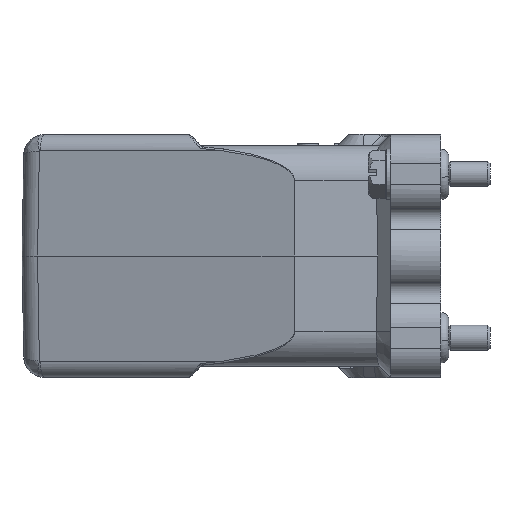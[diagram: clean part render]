
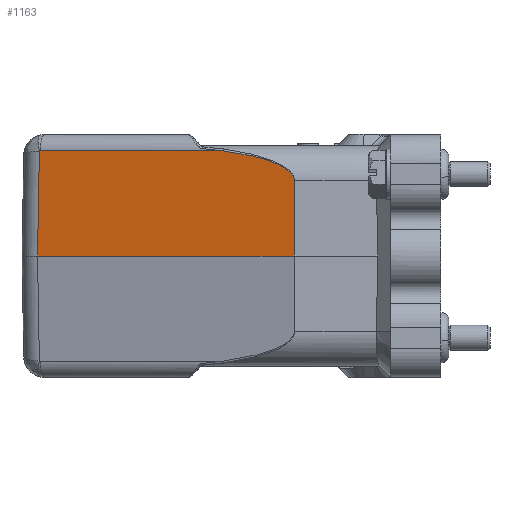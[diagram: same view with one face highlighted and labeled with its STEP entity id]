
A CAD part, left-side view. The second image highlights one B-rep face of the part: STEP entity #1163.
In plain terms, the highlighted planar face has unit normal (-0.966, 0.259, 0.018).
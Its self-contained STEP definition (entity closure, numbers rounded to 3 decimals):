
#1163=ADVANCED_FACE('NONE',(#1995),#1551,.T.);
#1551=PLANE('',#10881);
#1995=FACE_OUTER_BOUND('',#2615,.T.);
#2615=EDGE_LOOP('',(#5907,#5908,#5909,#5910,#5911,#5912));
#3237=LINE('',#18440,#3810);
#3252=LINE('',#19348,#3825);
#3253=LINE('',#19349,#3826);
#3254=LINE('',#19351,#3827);
#3810=VECTOR('',#12392,1.);
#3825=VECTOR('',#12455,1.);
#3826=VECTOR('',#12456,1.);
#3827=VECTOR('',#12457,1.);
#5907=ORIENTED_EDGE('',*,*,#9166,.T.);
#5908=ORIENTED_EDGE('',*,*,#9167,.T.);
#5909=ORIENTED_EDGE('',*,*,#9087,.F.);
#5910=ORIENTED_EDGE('',*,*,#9085,.T.);
#5911=ORIENTED_EDGE('',*,*,#9168,.F.);
#5912=ORIENTED_EDGE('',*,*,#9169,.T.);
#7731=VERTEX_POINT('',#17807);
#7764=VERTEX_POINT('',#18439);
#7765=VERTEX_POINT('',#18448);
#7811=VERTEX_POINT('',#19346);
#7812=VERTEX_POINT('',#19347);
#7813=VERTEX_POINT('',#19350);
#9085=EDGE_CURVE('NONE',#7731,#7764,#3237,.T.);
#9087=EDGE_CURVE('NONE',#7731,#7765,#10133,.T.);
#9166=EDGE_CURVE('NONE',#7811,#7812,#10196,.T.);
#9167=EDGE_CURVE('NONE',#7812,#7765,#3252,.T.);
#9168=EDGE_CURVE('NONE',#7813,#7764,#3253,.T.);
#9169=EDGE_CURVE('NONE',#7813,#7811,#3254,.T.);
#10133=B_SPLINE_CURVE_WITH_KNOTS('',3,(#18449,#18450,#18451,#18452),
 .UNSPECIFIED.,.F.,.F.,(4,4),(0.,1.),.UNSPECIFIED.);
#10196=B_SPLINE_CURVE_WITH_KNOTS('',3,(#19292,#19293,#19294,#19295,#19296,
#19297,#19298,#19299,#19300,#19301,#19302,#19303,#19304,#19305,#19306,#19307,
#19308,#19309,#19310,#19311,#19312,#19313,#19314,#19315,#19316,#19317,#19318,
#19319,#19320,#19321,#19322,#19323,#19324,#19325,#19326,#19327,#19328,#19329,
#19330,#19331,#19332,#19333,#19334,#19335,#19336,#19337,#19338,#19339,#19340,
#19341,#19342,#19343,#19344,#19345),.UNSPECIFIED.,.F.,.F.,(4,2,2,1,2,2,
1,1,1,1,2,2,1,1,1,1,1,1,1,1,2,2,1,1,1,1,1,1,1,2,2,1,1,1,1,1,1,2,2,4),(0.,
0.031,0.047,0.062,0.07,
0.074,0.078,0.094,0.125,
0.141,0.143,0.145,0.148,
0.156,0.187,0.219,0.234,0.242,
0.246,0.248,0.249,0.25,
0.375,0.437,0.469,0.484,
0.492,0.496,0.498,0.499,
0.5,0.625,0.687,0.719,
0.734,0.742,0.746,0.748,0.75,
1.),.UNSPECIFIED.);
#10881=AXIS2_PLACEMENT_3D('',#19352,#12458,#12459);
#12392=DIRECTION('',(-0.013,0.017,-1.));
#12455=DIRECTION('',(0.259,0.966,0.));
#12456=DIRECTION('',(0.259,0.966,0.));
#12457=DIRECTION('',(0.017,-0.002,1.));
#12458=DIRECTION('',(-0.966,0.259,0.017));
#12459=DIRECTION('',(-0.259,-0.966,0.));
#17807=CARTESIAN_POINT('',(-34.741,95.857,25.04));
#18439=CARTESIAN_POINT('',(-35.076,96.295,0.));
#18440=CARTESIAN_POINT('',(-34.741,95.857,25.04));
#18448=CARTESIAN_POINT('',(-34.805,95.615,25.07));
#18449=CARTESIAN_POINT('',(-34.741,95.857,25.04));
#18450=CARTESIAN_POINT('',(-34.762,95.778,25.06));
#18451=CARTESIAN_POINT('',(-34.783,95.697,25.07));
#18452=CARTESIAN_POINT('',(-34.805,95.615,25.07));
#19292=CARTESIAN_POINT('',(-51.17,35.022,17.948));
#19293=CARTESIAN_POINT('',(-51.164,35.027,18.165));
#19294=CARTESIAN_POINT('',(-51.153,35.056,18.369));
#19295=CARTESIAN_POINT('',(-51.126,35.136,18.657));
#19296=CARTESIAN_POINT('',(-51.116,35.167,18.746));
#19297=CARTESIAN_POINT('',(-51.093,35.243,18.929));
#19298=CARTESIAN_POINT('',(-51.072,35.31,19.068));
#19299=CARTESIAN_POINT('',(-51.048,35.392,19.208));
#19300=CARTESIAN_POINT('',(-51.035,35.436,19.278));
#19301=CARTESIAN_POINT('',(-51.031,35.447,19.296));
#19302=CARTESIAN_POINT('',(-51.024,35.472,19.335));
#19303=CARTESIAN_POINT('',(-51.005,35.535,19.43));
#19304=CARTESIAN_POINT('',(-50.952,35.716,19.677));
#19305=CARTESIAN_POINT('',(-50.874,35.99,19.979));
#19306=CARTESIAN_POINT('',(-50.802,36.242,20.212));
#19307=CARTESIAN_POINT('',(-50.775,36.338,20.295));
#19308=CARTESIAN_POINT('',(-50.769,36.36,20.314));
#19309=CARTESIAN_POINT('',(-50.767,36.367,20.32));
#19310=CARTESIAN_POINT('',(-50.759,36.392,20.341));
#19311=CARTESIAN_POINT('',(-50.745,36.443,20.384));
#19312=CARTESIAN_POINT('',(-50.691,36.634,20.542));
#19313=CARTESIAN_POINT('',(-50.595,36.974,20.796));
#19314=CARTESIAN_POINT('',(-50.476,37.4,21.074));
#19315=CARTESIAN_POINT('',(-50.386,37.724,21.266));
#19316=CARTESIAN_POINT('',(-50.339,37.892,21.361));
#19317=CARTESIAN_POINT('',(-50.315,37.977,21.408));
#19318=CARTESIAN_POINT('',(-50.303,38.02,21.432));
#19319=CARTESIAN_POINT('',(-50.298,38.039,21.442));
#19320=CARTESIAN_POINT('',(-50.295,38.051,21.449));
#19321=CARTESIAN_POINT('',(-50.293,38.059,21.453));
#19322=CARTESIAN_POINT('',(-50.127,38.655,21.776));
#19323=CARTESIAN_POINT('',(-49.851,39.653,22.236));
#19324=CARTESIAN_POINT('',(-49.478,41.015,22.737));
#19325=CARTESIAN_POINT('',(-49.278,41.744,22.978));
#19326=CARTESIAN_POINT('',(-49.174,42.122,23.097));
#19327=CARTESIAN_POINT('',(-49.122,42.313,23.155));
#19328=CARTESIAN_POINT('',(-49.096,42.41,23.184));
#19329=CARTESIAN_POINT('',(-49.082,42.458,23.199));
#19330=CARTESIAN_POINT('',(-49.077,42.479,23.205));
#19331=CARTESIAN_POINT('',(-49.073,42.493,23.209));
#19332=CARTESIAN_POINT('',(-49.071,42.501,23.212));
#19333=CARTESIAN_POINT('',(-48.878,43.205,23.422));
#19334=CARTESIAN_POINT('',(-48.577,44.308,23.717));
#19335=CARTESIAN_POINT('',(-48.2,45.695,24.033));
#19336=CARTESIAN_POINT('',(-48.005,46.413,24.184));
#19337=CARTESIAN_POINT('',(-47.906,46.779,24.257));
#19338=CARTESIAN_POINT('',(-47.856,46.963,24.294));
#19339=CARTESIAN_POINT('',(-47.83,47.055,24.312));
#19340=CARTESIAN_POINT('',(-47.82,47.095,24.319));
#19341=CARTESIAN_POINT('',(-47.812,47.121,24.325));
#19342=CARTESIAN_POINT('',(-47.808,47.136,24.327));
#19343=CARTESIAN_POINT('',(-47.398,48.647,24.619));
#19344=CARTESIAN_POINT('',(-46.973,50.218,24.866));
#19345=CARTESIAN_POINT('',(-46.529,51.861,25.07));
#19346=CARTESIAN_POINT('',(-51.17,35.022,17.948));
#19347=CARTESIAN_POINT('',(-46.529,51.861,25.07));
#19348=CARTESIAN_POINT('',(-33.661,99.887,25.07));
#19349=CARTESIAN_POINT('',(-34.083,100.,0.));
#19350=CARTESIAN_POINT('',(-51.483,35.064,0.));
#19351=CARTESIAN_POINT('',(-51.483,35.064,0.));
#19352=CARTESIAN_POINT('',(-34.083,100.,0.));
